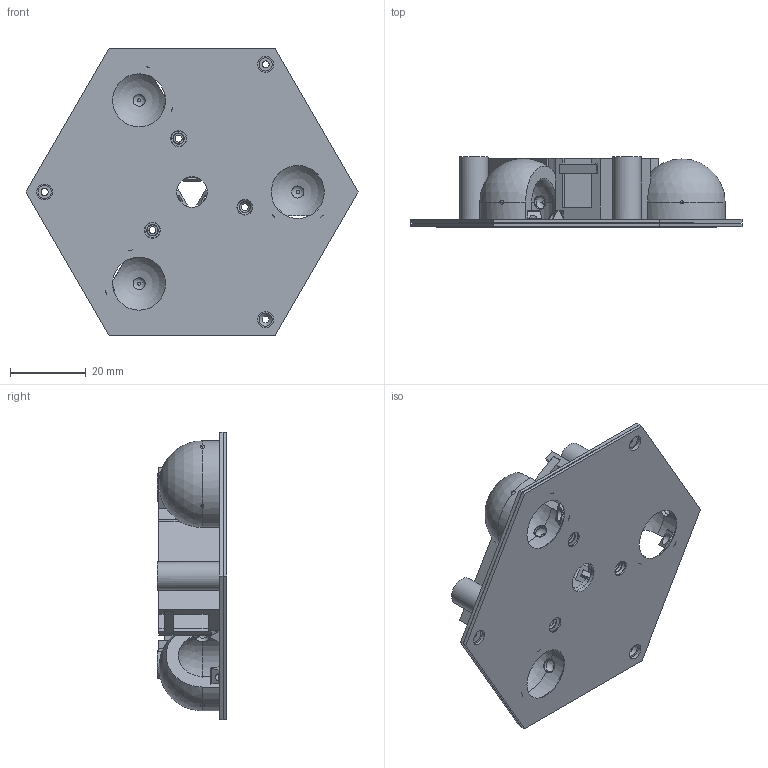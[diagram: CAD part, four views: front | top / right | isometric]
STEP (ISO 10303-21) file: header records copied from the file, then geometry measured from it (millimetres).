
FILE_DESCRIPTION(/* description */ (''),/* implementation_level */ '2;1');
FILE_NAME(/* name */ 'Magnet Balls Base.step',/* time_stamp */ '2022-12-02T21:40:00+01:00',/* author */ (''),/* organization */ (''),/* preprocessor_version */ 'ST-DEVELOPER v19.2',/* originating_system */ 'Autodesk Translation Framework v11.17.0.187',/* authorisation */ '');
FILE_SCHEMA (('AUTOMOTIVE_DESIGN { 1 0 10303 214 3 1 1 }'));
Length unit declared in the file: millimetre
Products named in the file (2): Celluo V2.1 Base Ayberk style STABLE; BottomLid
Assembly tree (1 placements, depth 2):
  Celluo V2.1 Base Ayberk style STABLE
    BottomLid
Bounding box: 87.84 x 18.5 x 76.07 mm (x, y, z)
Volume: 22379.2 mm3; surface area: 31770 mm2
Topology: 5 solids, 5 shells, 441 faces, 1293 edges, 842 vertices
Faces by surface type: plane 311, cylinder 55, cone 48, bspline 18, sphere 6, torus 3
Full cylindrical faces by diameter (mm): 1.85 x9, 3.1 x6, 4.2 x6, 7.5 x3, 8.2 x1
Entity records: 15640 total; most frequent: CARTESIAN_POINT 3617, ORIENTED_EDGE 2574, DIRECTION 2411, EDGE_CURVE 1287, LINE 931, VECTOR 931, VERTEX_POINT 842, AXIS2_PLACEMENT_3D 740
